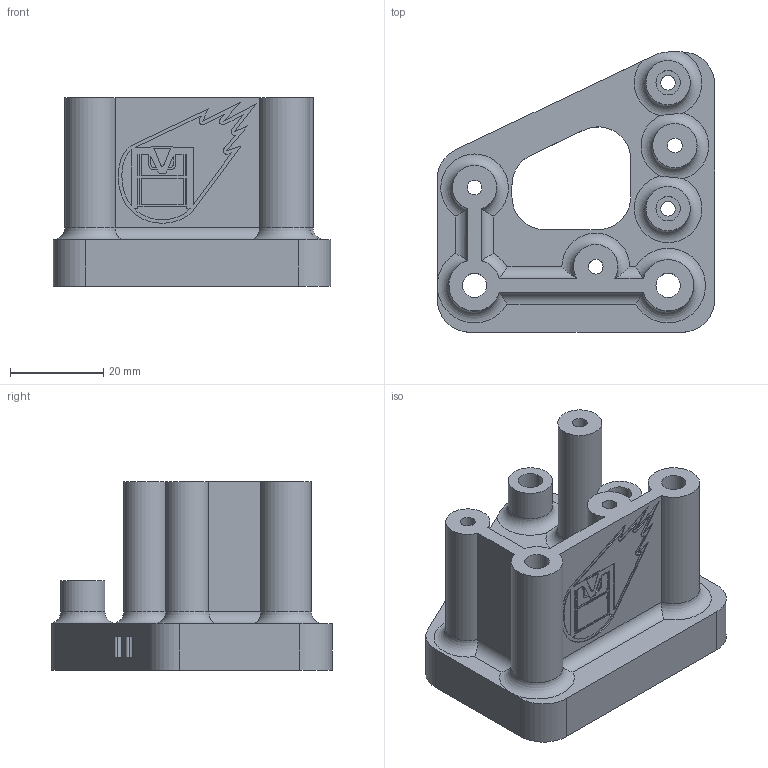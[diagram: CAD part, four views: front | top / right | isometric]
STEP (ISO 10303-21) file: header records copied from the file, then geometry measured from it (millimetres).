
FILE_DESCRIPTION(/* description */ ('STEP AP242','CAx-IF Rec.Pracs.---Representation and Presentation of Product Manufacturing Information (PMI)---4.0---2014-10-13','CAx-IF Rec.Pracs.---3D Tessellated Geometry---0.4---2014-09-14','2;1'),/* implementation_level */ '2;1');
FILE_NAME(/* name */ 'Motor Mounts - Right Motor Mount',/* time_stamp */ '2025-05-06T01:34:47Z',/* author */ (''),/* organization */ (''),/* preprocessor_version */ 'ST-DEVELOPER v20',/* originating_system */ 'ONSHAPE BY PTC INC, 1.197',/* authorisation */ ' ');
FILE_SCHEMA (('AP242_MANAGED_MODEL_BASED_3D_ENGINEERING_MIM_LF { 1 0 10303 442 1 1 4 }'));
Length unit declared in the file: metre
Products named in the file (1): Right Motor Mount
Bounding box: 59.45 x 60.11 x 40.4 mm (x, y, z)
Volume: 38122.9 mm3; surface area: 18908 mm2
Topology: 1 solids, 1 shells, 183 faces, 480 edges, 317 vertices
Faces by surface type: plane 114, cylinder 48, bspline 13, torus 8
Full cylindrical faces by diameter (mm): 3.15 x5, 5.2 x4, 6 x3, 9.5 x3
Entity records: 5612 total; most frequent: CARTESIAN_POINT 1176, ORIENTED_EDGE 908, DIRECTION 858, EDGE_CURVE 454, LINE 316, VECTOR 316, VERTEX_POINT 309, AXIS2_PLACEMENT_3D 271
